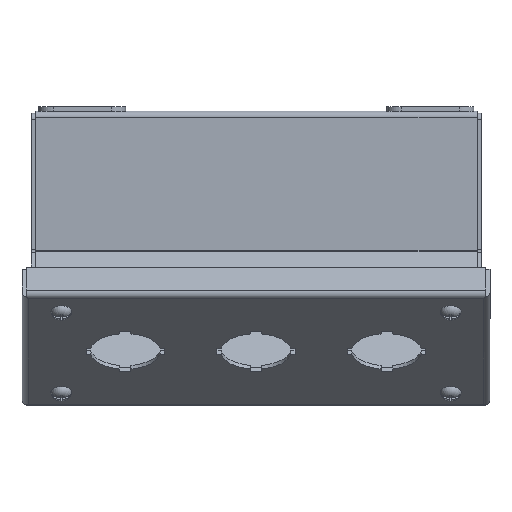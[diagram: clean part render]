
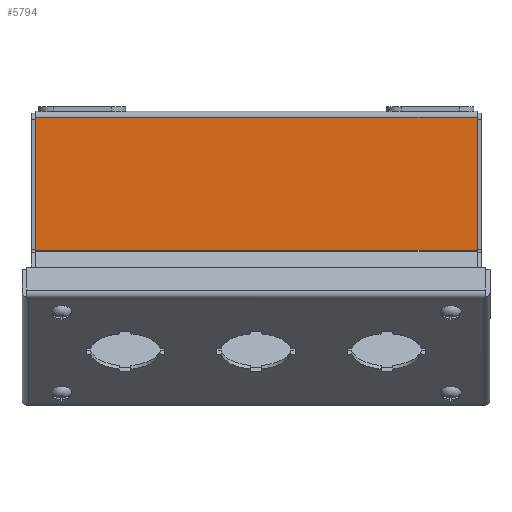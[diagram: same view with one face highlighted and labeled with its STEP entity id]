
A CAD part, top view. The second image highlights one B-rep face of the part: STEP entity #5794.
In plain terms, the highlighted planar face has unit normal (0, 0, 1).
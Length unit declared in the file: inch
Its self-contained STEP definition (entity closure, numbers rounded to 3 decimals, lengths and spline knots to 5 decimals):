
#656 = VECTOR ( 'NONE', #767, 39.37008 ) ;
#715 = EDGE_CURVE ( 'NONE', #6841, #8923, #9358, .T. ) ;
#767 = DIRECTION ( 'NONE',  ( 0., 1., 0. ) ) ;
#1047 = VECTOR ( 'NONE', #1157, 39.37008 ) ;
#1157 = DIRECTION ( 'NONE',  ( -1., 0., 0. ) ) ;
#1861 = DIRECTION ( 'NONE',  ( 1., 0., 0. ) ) ;
#2811 = EDGE_CURVE ( 'NONE', #8923, #11647, #11634, .T. ) ;
#3539 = CARTESIAN_POINT ( 'NONE',  ( -3.803, -2.12315, 1.55062 ) ) ;
#5794 = ADVANCED_FACE ( 'NONE', ( #11755 ), #14231, .F. ) ;
#5881 = EDGE_CURVE ( 'NONE', #6841, #13914, #7261, .T. ) ;
#5889 = CARTESIAN_POINT ( 'NONE',  ( -3.803, 0.00891, 1.55062 ) ) ;
#6545 = VECTOR ( 'NONE', #1861, 39.37008 ) ;
#6655 = CARTESIAN_POINT ( 'NONE',  ( -3.803, 2.29727, 1.55062 ) ) ;
#6841 = VERTEX_POINT ( 'NONE', #10206 ) ;
#7261 = LINE ( 'NONE', #11957, #656 ) ;
#7918 = DIRECTION ( 'NONE',  ( 0., 1., 0. ) ) ;
#8923 = VERTEX_POINT ( 'NONE', #5889 ) ;
#9057 = CARTESIAN_POINT ( 'NONE',  ( -3.803, 2.29727, 1.55062 ) ) ;
#9346 = DIRECTION ( 'NONE',  ( -1., 0., 0. ) ) ;
#9358 = LINE ( 'NONE', #10959, #1047 ) ;
#9397 = ORIENTED_EDGE ( 'NONE', *, *, #715, .F. ) ;
#9845 = EDGE_CURVE ( 'NONE', #11647, #13914, #17744, .T. ) ;
#10206 = CARTESIAN_POINT ( 'NONE',  ( 3.803, 0.00891, 1.55062 ) ) ;
#10959 = CARTESIAN_POINT ( 'NONE',  ( -3.803, 0.00891, 1.55062 ) ) ;
#11455 = CARTESIAN_POINT ( 'NONE',  ( 3.803, 2.29727, 1.55062 ) ) ;
#11634 = LINE ( 'NONE', #3539, #17474 ) ;
#11647 = VERTEX_POINT ( 'NONE', #9057 ) ;
#11755 = FACE_OUTER_BOUND ( 'NONE', #11938, .T. ) ;
#11938 = EDGE_LOOP ( 'NONE', ( #20148, #17497, #9397, #17239 ) ) ;
#11957 = CARTESIAN_POINT ( 'NONE',  ( 3.803, -1.05054, 1.55062 ) ) ;
#13914 = VERTEX_POINT ( 'NONE', #11455 ) ;
#14231 = PLANE ( 'NONE',  #20150 ) ;
#17239 = ORIENTED_EDGE ( 'NONE', *, *, #5881, .T. ) ;
#17474 = VECTOR ( 'NONE', #7918, 39.37008 ) ;
#17497 = ORIENTED_EDGE ( 'NONE', *, *, #2811, .F. ) ;
#17744 = LINE ( 'NONE', #6655, #6545 ) ;
#17930 = DIRECTION ( 'NONE',  ( 0., 0., -1. ) ) ;
#19623 = CARTESIAN_POINT ( 'NONE',  ( -3.803, 2.40527, 1.55062 ) ) ;
#20148 = ORIENTED_EDGE ( 'NONE', *, *, #9845, .F. ) ;
#20150 = AXIS2_PLACEMENT_3D ( 'NONE', #19623, #17930, #9346 ) ;
